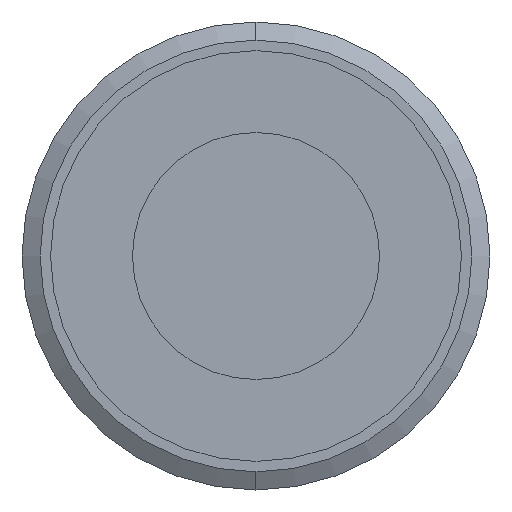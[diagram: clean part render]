
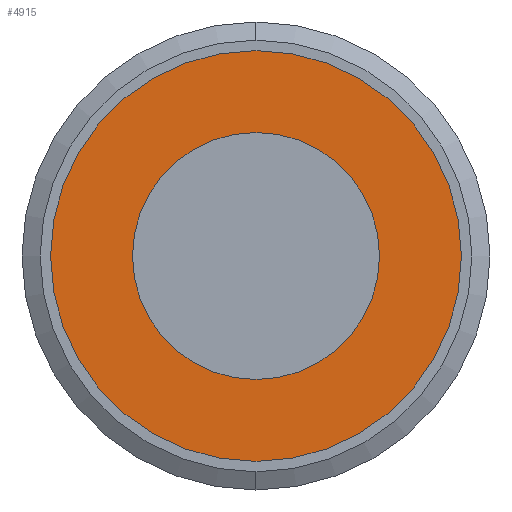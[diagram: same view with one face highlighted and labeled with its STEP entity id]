
A CAD part, left-side view. The second image highlights one B-rep face of the part: STEP entity #4915.
In plain terms, the highlighted planar face has unit normal (-1, 0, 0).
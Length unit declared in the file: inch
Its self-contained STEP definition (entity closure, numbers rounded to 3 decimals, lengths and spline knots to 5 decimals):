
#125 = ORIENTED_EDGE ( 'NONE', *, *, #311, .F. ) ;
#311 = EDGE_CURVE ( 'NONE', #2460, #3800, #3783, .T. ) ;
#325 = DIRECTION ( 'NONE',  ( 1., 0., 0. ) ) ;
#524 = CARTESIAN_POINT ( 'NONE',  ( -0.03937, 0., 0. ) ) ;
#528 = DIRECTION ( 'NONE',  ( -1., 0., 0. ) ) ;
#549 = FACE_BOUND ( 'NONE', #4166, .T. ) ;
#620 = AXIS2_PLACEMENT_3D ( 'NONE', #1368, #528, #1757 ) ;
#714 = CARTESIAN_POINT ( 'NONE',  ( -0.03937, 0., 0. ) ) ;
#858 = CIRCLE ( 'NONE', #3964, 0.18701 ) ;
#865 = EDGE_CURVE ( 'NONE', #3800, #2460, #1974, .T. ) ;
#1368 = CARTESIAN_POINT ( 'NONE',  ( -0.03937, 0., 0. ) ) ;
#1379 = ORIENTED_EDGE ( 'NONE', *, *, #4771, .T. ) ;
#1383 = DIRECTION ( 'NONE',  ( 0., 0., -1. ) ) ;
#1413 = FACE_OUTER_BOUND ( 'NONE', #2390, .T. ) ;
#1510 = CARTESIAN_POINT ( 'NONE',  ( -0.03937, 0., 0.31102 ) ) ;
#1572 = CARTESIAN_POINT ( 'NONE',  ( -0.03937, 0., -0.18701 ) ) ;
#1757 = DIRECTION ( 'NONE',  ( 0., 0., 1. ) ) ;
#1842 = DIRECTION ( 'NONE',  ( 0., 0., -1. ) ) ;
#1879 = AXIS2_PLACEMENT_3D ( 'NONE', #2699, #3036, #1842 ) ;
#1974 = CIRCLE ( 'NONE', #2001, 0.31102 ) ;
#2001 = AXIS2_PLACEMENT_3D ( 'NONE', #714, #2342, #3159 ) ;
#2012 = VERTEX_POINT ( 'NONE', #3153 ) ;
#2035 = PLANE ( 'NONE',  #620 ) ;
#2342 = DIRECTION ( 'NONE',  ( 1., 0., 0. ) ) ;
#2390 = EDGE_LOOP ( 'NONE', ( #125, #3779 ) ) ;
#2460 = VERTEX_POINT ( 'NONE', #3916 ) ;
#2686 = VERTEX_POINT ( 'NONE', #1572 ) ;
#2699 = CARTESIAN_POINT ( 'NONE',  ( -0.03937, 0., 0. ) ) ;
#2953 = DIRECTION ( 'NONE',  ( 1., 0., 0. ) ) ;
#3036 = DIRECTION ( 'NONE',  ( 1., 0., 0. ) ) ;
#3153 = CARTESIAN_POINT ( 'NONE',  ( -0.03937, 0., 0.18701 ) ) ;
#3159 = DIRECTION ( 'NONE',  ( 0., 0., -1. ) ) ;
#3520 = DIRECTION ( 'NONE',  ( 0., 0., -1. ) ) ;
#3779 = ORIENTED_EDGE ( 'NONE', *, *, #865, .F. ) ;
#3783 = CIRCLE ( 'NONE', #1879, 0.31102 ) ;
#3800 = VERTEX_POINT ( 'NONE', #1510 ) ;
#3900 = CARTESIAN_POINT ( 'NONE',  ( -0.03937, 0., 0. ) ) ;
#3916 = CARTESIAN_POINT ( 'NONE',  ( -0.03937, 0., -0.31102 ) ) ;
#3930 = AXIS2_PLACEMENT_3D ( 'NONE', #3900, #325, #3520 ) ;
#3964 = AXIS2_PLACEMENT_3D ( 'NONE', #524, #2953, #1383 ) ;
#4166 = EDGE_LOOP ( 'NONE', ( #4523, #1379 ) ) ;
#4249 = EDGE_CURVE ( 'NONE', #2686, #2012, #858, .T. ) ;
#4366 = CIRCLE ( 'NONE', #3930, 0.18701 ) ;
#4523 = ORIENTED_EDGE ( 'NONE', *, *, #4249, .T. ) ;
#4771 = EDGE_CURVE ( 'NONE', #2012, #2686, #4366, .T. ) ;
#4915 = ADVANCED_FACE ( 'NONE', ( #1413, #549 ), #2035, .T. ) ;
